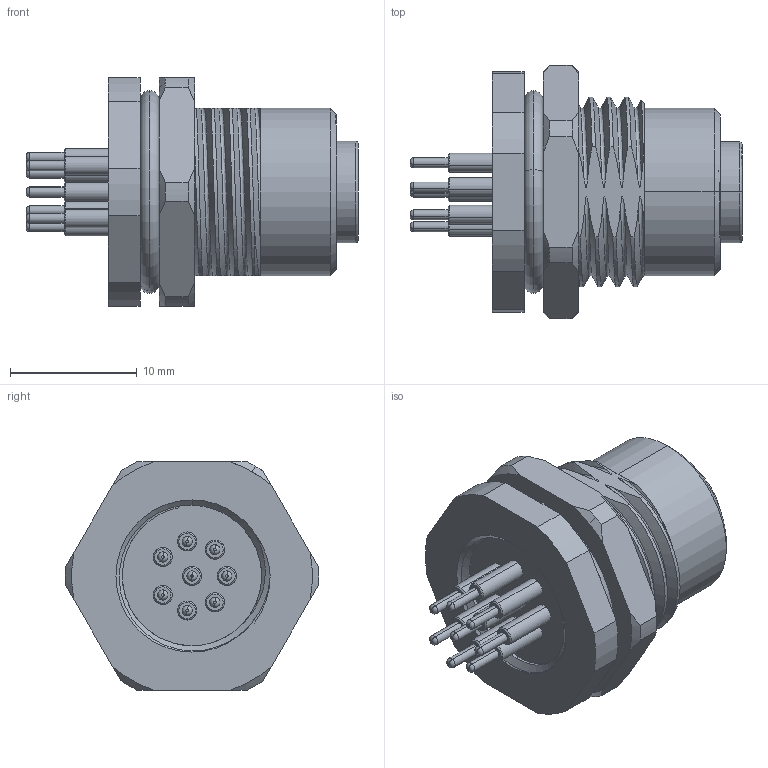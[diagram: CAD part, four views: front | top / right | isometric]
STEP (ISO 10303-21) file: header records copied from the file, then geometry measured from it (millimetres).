
FILE_DESCRIPTION (( 'STEP AP203' ), '1' );
FILE_NAME ('54-00238.STEP', '2022-08-04T17:07:32', ( '' ), ( '' ), 'SwSTEP 2.0', 'SolidWorks 2021', '' );
FILE_SCHEMA (( 'CONFIG_CONTROL_DESIGN' ));
Length unit declared in the file: millimetre
Products named in the file (7): 54-00238-02___; 54-00238; 54-00238-05___; 54-00238-06___; 54-00238-04___; 54-00238-01___; 54-00238-03___
Assembly tree (13 placements, depth 2):
  54-00238
    54-00238-01___
    54-00238-02___
    54-00238-06___
    54-00238-05___
    54-00238-04___
    54-00238-03___  x8
Bounding box: 26.2 x 19.99 x 18 mm (x, y, z)
Volume: 2879.4 mm3; surface area: 6114.7 mm2
Topology: 13 solids, 13 shells, 511 faces, 1269 edges, 801 vertices
Faces by surface type: cylinder 202, plane 139, cone 67, torus 59, bspline 44
Entity records: 23432 total; most frequent: CARTESIAN_POINT 15998, ORIENTED_EDGE 1498, DIRECTION 1241, EDGE_CURVE 749, AXIS2_PLACEMENT_3D 505, VERTEX_POINT 486, EDGE_LOOP 323, ADVANCED_FACE 287
